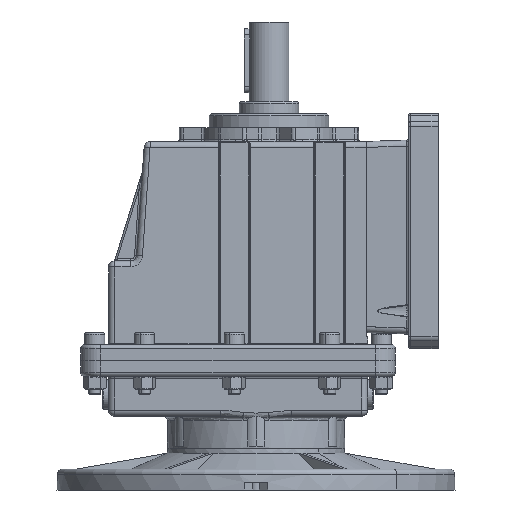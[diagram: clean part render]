
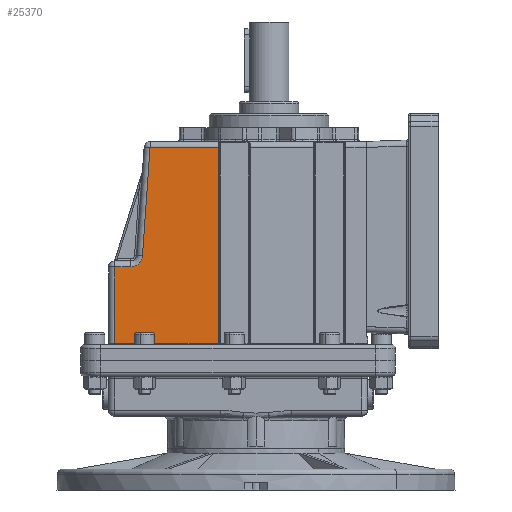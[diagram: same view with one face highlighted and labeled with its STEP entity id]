
A CAD part, front view. The second image highlights one B-rep face of the part: STEP entity #25370.
In plain terms, the highlighted planar face has unit normal (0, -1, 0.009).
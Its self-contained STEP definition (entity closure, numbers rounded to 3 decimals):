
#5117 =( BOUNDED_CURVE ( )  B_SPLINE_CURVE ( 3, ( #36472, #59839, #76583, #21024 ),
 .UNSPECIFIED., .F., .F. ) 
 B_SPLINE_CURVE_WITH_KNOTS ( ( 4, 4 ),
 ( 1.641, 3.142 ),
 .UNSPECIFIED. ) 
 CURVE ( )  GEOMETRIC_REPRESENTATION_ITEM ( )  RATIONAL_B_SPLINE_CURVE ( ( 1., 0.821, 0.821, 1. ) ) 
 REPRESENTATION_ITEM ( '' )  );
#6369 = LINE ( 'NONE', #87016, #13861 ) ;
#6459 = VECTOR ( 'NONE', #74631, 1000. ) ;
#7730 = EDGE_CURVE ( 'NONE', #94701, #60206, #59582, .T. ) ;
#10252 = ORIENTED_EDGE ( 'NONE', *, *, #56807, .T. ) ;
#13861 = VECTOR ( 'NONE', #24492, 1000. ) ;
#14064 = EDGE_CURVE ( 'NONE', #60206, #66264, #98763, .T. ) ;
#14922 = EDGE_CURVE ( 'NONE', #62052, #94701, #79835, .T. ) ;
#18402 = DIRECTION ( 'NONE',  ( -0.07, -0.009, -0.998 ) ) ;
#19756 = VECTOR ( 'NONE', #79301, 1000. ) ;
#21024 = CARTESIAN_POINT ( 'NONE',  ( -75.725, -59.902, 198.026 ) ) ;
#24492 = DIRECTION ( 'NONE',  ( -1., 0., 0. ) ) ;
#24983 = VERTEX_POINT ( 'NONE', #48126 ) ;
#25370 = ADVANCED_FACE ( 'NONE', ( #48323 ), #45620, .T. ) ;
#28416 = CARTESIAN_POINT ( 'NONE',  ( -75.725, -59.902, 198.026 ) ) ;
#29372 = VECTOR ( 'NONE', #62979, 1000. ) ;
#30308 = VERTEX_POINT ( 'NONE', #28416 ) ;
#33496 = CARTESIAN_POINT ( 'NONE',  ( -72.902, -60.248, 158.383 ) ) ;
#35603 = LINE ( 'NONE', #95090, #29372 ) ;
#36472 = CARTESIAN_POINT ( 'NONE',  ( -69.74, -59.853, 203.608 ) ) ;
#45620 = PLANE ( 'NONE',  #70271 ) ;
#45874 = VECTOR ( 'NONE', #78483, 1000. ) ;
#47216 = ORIENTED_EDGE ( 'NONE', *, *, #14922, .T. ) ;
#48126 = CARTESIAN_POINT ( 'NONE',  ( -83.732, -59.902, 198.026 ) ) ;
#48323 = FACE_OUTER_BOUND ( 'NONE', #57122, .T. ) ;
#51281 = VECTOR ( 'NONE', #18402, 1000. ) ;
#51832 = ORIENTED_EDGE ( 'NONE', *, *, #14064, .T. ) ;
#56061 = EDGE_CURVE ( 'NONE', #66264, #30308, #5117, .T. ) ;
#56807 = EDGE_CURVE ( 'NONE', #30308, #24983, #6369, .T. ) ;
#57122 = EDGE_LOOP ( 'NONE', ( #69766, #96541, #47216, #88896, #51832, #72219, #10252 ) ) ;
#58244 = CARTESIAN_POINT ( 'NONE',  ( -83.732, -60.242, 159. ) ) ;
#59545 = VERTEX_POINT ( 'NONE', #72049 ) ;
#59582 = LINE ( 'NONE', #103665, #45874 ) ;
#59839 = CARTESIAN_POINT ( 'NONE',  ( -69.971, -59.882, 200.293 ) ) ;
#60206 = VERTEX_POINT ( 'NONE', #92086 ) ;
#62052 = VERTEX_POINT ( 'NONE', #72018 ) ;
#62979 = DIRECTION ( 'NONE',  ( 1., 0., 0. ) ) ;
#66264 = VERTEX_POINT ( 'NONE', #70894 ) ;
#68392 = EDGE_CURVE ( 'NONE', #59545, #62052, #35603, .T. ) ;
#69122 = CARTESIAN_POINT ( 'NONE',  ( -31.732, -59.378, 258.026 ) ) ;
#69766 = ORIENTED_EDGE ( 'NONE', *, *, #76682, .T. ) ;
#70050 = CARTESIAN_POINT ( 'NONE',  ( -81.732, -60.242, 159. ) ) ;
#70271 = AXIS2_PLACEMENT_3D ( 'NONE', #70050, #86811, #102202 ) ;
#70894 = CARTESIAN_POINT ( 'NONE',  ( -69.74, -59.853, 203.608 ) ) ;
#71275 = CARTESIAN_POINT ( 'NONE',  ( -31.732, -60.242, 159. ) ) ;
#72018 = CARTESIAN_POINT ( 'NONE',  ( -31.732, -60.238, 159.496 ) ) ;
#72049 = CARTESIAN_POINT ( 'NONE',  ( -83.732, -60.238, 159.496 ) ) ;
#72219 = ORIENTED_EDGE ( 'NONE', *, *, #56061, .T. ) ;
#74631 = DIRECTION ( 'NONE',  ( 0., -0.009, -1. ) ) ;
#76583 = CARTESIAN_POINT ( 'NONE',  ( -72.402, -59.902, 198.026 ) ) ;
#76682 = EDGE_CURVE ( 'NONE', #24983, #59545, #82723, .T. ) ;
#78483 = DIRECTION ( 'NONE',  ( -1., 0., 0. ) ) ;
#79301 = DIRECTION ( 'NONE',  ( 0., 0.009, 1. ) ) ;
#79835 = LINE ( 'NONE', #71275, #19756 ) ;
#82723 = LINE ( 'NONE', #58244, #6459 ) ;
#86811 = DIRECTION ( 'NONE',  ( 0., -1., 0.009 ) ) ;
#87016 = CARTESIAN_POINT ( 'NONE',  ( -81.732, -59.902, 198.026 ) ) ;
#88896 = ORIENTED_EDGE ( 'NONE', *, *, #7730, .T. ) ;
#92086 = CARTESIAN_POINT ( 'NONE',  ( -65.934, -59.378, 258.026 ) ) ;
#94701 = VERTEX_POINT ( 'NONE', #69122 ) ;
#95090 = CARTESIAN_POINT ( 'NONE',  ( -81.732, -60.238, 159.496 ) ) ;
#96541 = ORIENTED_EDGE ( 'NONE', *, *, #68392, .T. ) ;
#98763 = LINE ( 'NONE', #33496, #51281 ) ;
#102202 = DIRECTION ( 'NONE',  ( 0., -0.009, -1. ) ) ;
#103665 = CARTESIAN_POINT ( 'NONE',  ( -50.086, -59.378, 258.026 ) ) ;
